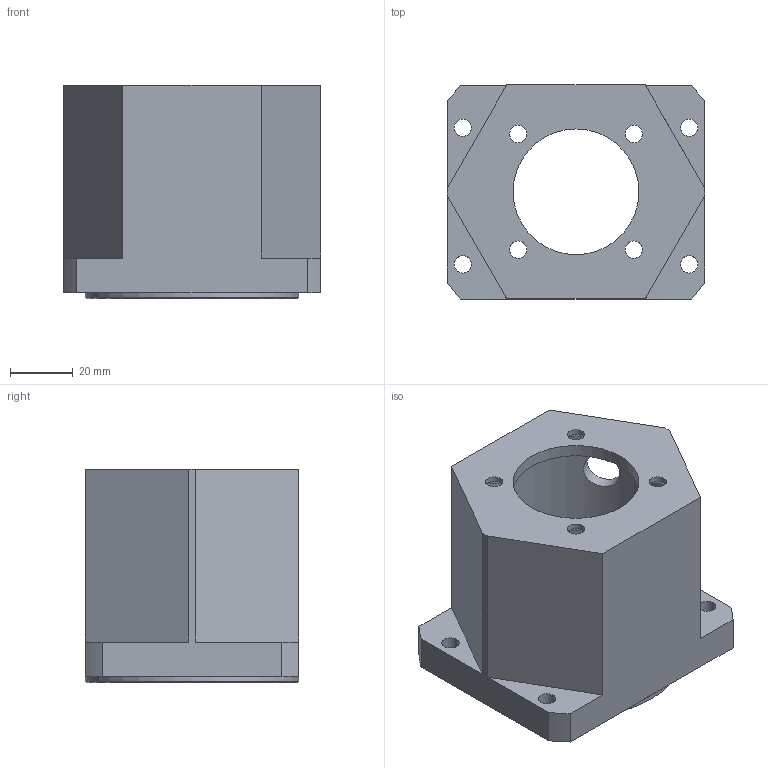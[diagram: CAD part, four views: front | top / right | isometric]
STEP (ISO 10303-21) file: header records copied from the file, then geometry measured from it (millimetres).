
FILE_DESCRIPTION((''),'2;1');
FILE_NAME('AXC80-Z-Glocke-MP60.stp','2011-03-25T11:55:46',('01136'),(''),'Autodesk Inventor 2011','Autodesk Inventor 2011','');
FILE_SCHEMA(('AUTOMOTIVE_DESIGN { 1 0 10303 214 1 1 1 1 }'));
Length unit declared in the file: millimetre
Products named in the file (1): AXC80-Z-Glocke-MP60
Bounding box: 82 x 68 x 68 mm (x, y, z)
Volume: 92946.8 mm3; surface area: 39430.1 mm2
Topology: 1 solids, 1 shells, 38 faces, 107 edges, 72 vertices
Faces by surface type: plane 17, cylinder 16, cone 5
Full cylindrical faces by diameter (mm): 5.5 x8, 12 x1, 40 x1, 64 x1, 68 x1
Entity records: 1166 total; most frequent: CARTESIAN_POINT 214, DIRECTION 194, ORIENTED_EDGE 160, EDGE_CURVE 80, AXIS2_PLACEMENT_3D 76, EDGE_LOOP 76, VERTEX_POINT 62, VECTOR 42
